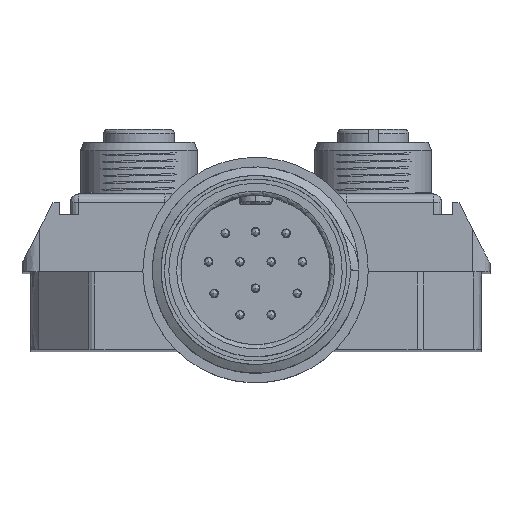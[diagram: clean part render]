
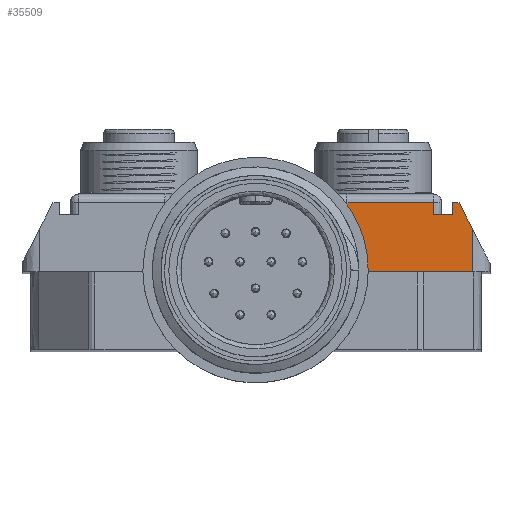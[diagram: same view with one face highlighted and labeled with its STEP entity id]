
A CAD part, top view. The second image highlights one B-rep face of the part: STEP entity #35509.
In plain terms, the highlighted free-form (B-spline) face has degree [1, 1] with [2, 2] control points.
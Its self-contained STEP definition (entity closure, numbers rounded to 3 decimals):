
#3415=CARTESIAN_POINT('',(20.433,15.6,-34.));
#3416=VERTEX_POINT('',#3415);
#3424=CARTESIAN_POINT('',(22.633,15.6,-34.));
#3425=VERTEX_POINT('',#3424);
#3426=CARTESIAN_POINT('',(20.433,15.6,-34.));
#3427=CARTESIAN_POINT('',(22.633,15.6,-34.));
#3428=B_SPLINE_CURVE_WITH_KNOTS('',1,(#3426,#3427),.POLYLINE_FORM.,.F.,.U.,(2,2),(0.,1.),.UNSPECIFIED.);
#3429=EDGE_CURVE('',#3416,#3425,#3428,.T.);
#4543=CARTESIAN_POINT('',(25.,9.,-34.));
#4544=VERTEX_POINT('',#4543);
#4552=CARTESIAN_POINT('',(10.5,9.,-34.));
#4553=VERTEX_POINT('',#4552);
#4554=CARTESIAN_POINT('',(25.,9.,-34.));
#4555=CARTESIAN_POINT('',(10.5,9.,-34.));
#4556=B_SPLINE_CURVE_WITH_KNOTS('',1,(#4554,#4555),.POLYLINE_FORM.,.F.,.U.,(2,2),(0.,1.),.UNSPECIFIED.);
#4557=EDGE_CURVE('',#4544,#4553,#4556,.T.);
#5058=CARTESIAN_POINT('',(22.633,17.,-34.));
#5059=VERTEX_POINT('',#5058);
#5060=CARTESIAN_POINT('',(22.633,15.6,-34.));
#5061=CARTESIAN_POINT('',(22.633,17.,-34.));
#5062=B_SPLINE_CURVE_WITH_KNOTS('',1,(#5060,#5061),.POLYLINE_FORM.,.F.,.U.,(2,2),(0.,1.),.UNSPECIFIED.);
#5063=EDGE_CURVE('',#3425,#5059,#5062,.T.);
#5154=CARTESIAN_POINT('',(23.433,17.,-34.));
#5155=VERTEX_POINT('',#5154);
#5156=CARTESIAN_POINT('',(25.,13.925,-34.));
#5157=VERTEX_POINT('',#5156);
#5158=CARTESIAN_POINT('',(23.433,17.,-34.));
#5159=CARTESIAN_POINT('',(25.,13.925,-34.));
#5160=B_SPLINE_CURVE_WITH_KNOTS('',1,(#5158,#5159),.POLYLINE_FORM.,.F.,.U.,(2,2),(0.,1.),.UNSPECIFIED.);
#5161=EDGE_CURVE('',#5155,#5157,#5160,.T.);
#5297=CARTESIAN_POINT('',(22.633,17.,-34.));
#5298=CARTESIAN_POINT('',(23.433,17.,-34.));
#5299=B_SPLINE_CURVE_WITH_KNOTS('',1,(#5297,#5298),.POLYLINE_FORM.,.F.,.U.,(2,2),(0.,1.),.UNSPECIFIED.);
#5300=EDGE_CURVE('',#5059,#5155,#5299,.T.);
#35467=CARTESIAN_POINT('',(-0.075,-9.075,-34.));
#35468=CARTESIAN_POINT('',(-0.075,45.075,-34.));
#35469=CARTESIAN_POINT('',(54.075,-9.075,-34.));
#35470=CARTESIAN_POINT('',(54.075,45.075,-34.));
#35471=B_SPLINE_SURFACE_WITH_KNOTS('',1,1,((#35467,#35468),(#35469,#35470)),.PLANE_SURF.,.F.,.F.,.U.,(2,2),(2,2),(0.,1.),(0.,1.),.UNSPECIFIED.);
#35472=CARTESIAN_POINT('',(20.433,17.,-34.));
#35473=VERTEX_POINT('',#35472);
#35474=CARTESIAN_POINT('',(20.433,15.6,-34.));
#35475=CARTESIAN_POINT('',(20.433,16.067,-34.));
#35476=CARTESIAN_POINT('',(20.433,16.533,-34.));
#35477=CARTESIAN_POINT('',(20.433,17.,-34.));
#35478=B_SPLINE_CURVE_WITH_KNOTS('',3,(#35474,#35475,#35476,#35477),.UNSPECIFIED.,.F.,.U.,(4,4),(0.,1.),.UNSPECIFIED.);
#35479=EDGE_CURVE('',#3416,#35473,#35478,.T.);
#35480=ORIENTED_EDGE('',*,*,#35479,.T.);
#35481=CARTESIAN_POINT('',(10.5,17.,-34.));
#35482=VERTEX_POINT('',#35481);
#35483=CARTESIAN_POINT('',(20.433,17.,-34.));
#35484=CARTESIAN_POINT('',(17.122,17.,-34.));
#35485=CARTESIAN_POINT('',(13.811,17.,-34.));
#35486=CARTESIAN_POINT('',(10.5,17.,-34.));
#35487=B_SPLINE_CURVE_WITH_KNOTS('',3,(#35483,#35484,#35485,#35486),.UNSPECIFIED.,.F.,.U.,(4,4),(0.,1.),.UNSPECIFIED.);
#35488=EDGE_CURVE('',#35473,#35482,#35487,.T.);
#35489=ORIENTED_EDGE('',*,*,#35488,.T.);
#35490=CARTESIAN_POINT('',(10.5,17.,-34.));
#35491=CARTESIAN_POINT('',(10.5,9.,-34.));
#35492=B_SPLINE_CURVE_WITH_KNOTS('',1,(#35490,#35491),.POLYLINE_FORM.,.F.,.U.,(2,2),(0.,1.),.UNSPECIFIED.);
#35493=EDGE_CURVE('',#35482,#4553,#35492,.T.);
#35494=ORIENTED_EDGE('',*,*,#35493,.T.);
#35495=ORIENTED_EDGE('',*,*,#4557,.F.);
#35496=CARTESIAN_POINT('',(25.,9.,-34.));
#35497=CARTESIAN_POINT('',(25.,10.642,-34.));
#35498=CARTESIAN_POINT('',(25.,12.283,-34.));
#35499=CARTESIAN_POINT('',(25.,13.925,-34.));
#35500=B_SPLINE_CURVE_WITH_KNOTS('',3,(#35496,#35497,#35498,#35499),.UNSPECIFIED.,.F.,.U.,(4,4),(0.,1.),.UNSPECIFIED.);
#35501=EDGE_CURVE('',#4544,#5157,#35500,.T.);
#35502=ORIENTED_EDGE('',*,*,#35501,.T.);
#35503=ORIENTED_EDGE('',*,*,#5161,.F.);
#35504=ORIENTED_EDGE('',*,*,#5300,.F.);
#35505=ORIENTED_EDGE('',*,*,#5063,.F.);
#35506=ORIENTED_EDGE('',*,*,#3429,.F.);
#35507=EDGE_LOOP('',(#35480,#35489,#35494,#35495,#35502,#35503,#35504,#35505,#35506));
#35508=FACE_OUTER_BOUND('',#35507,.T.);
#35509=ADVANCED_FACE('',(#35508),#35471,.T.);
